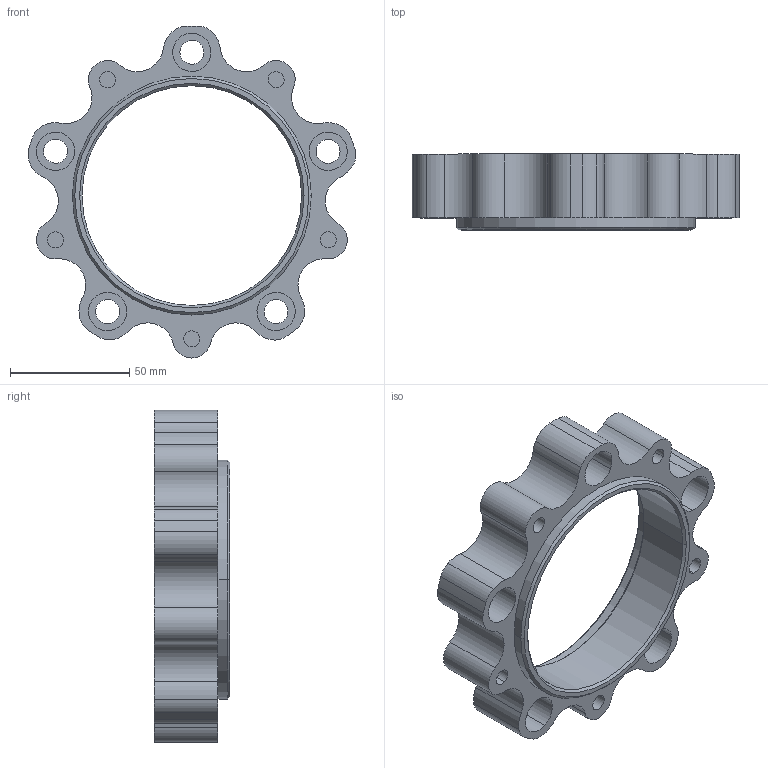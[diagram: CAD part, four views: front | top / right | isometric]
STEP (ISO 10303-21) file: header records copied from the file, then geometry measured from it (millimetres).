
FILE_DESCRIPTION(('CATIA V5 STEP Exchange'),'2;1');
FILE_NAME('9150015_Entretoise couronne_B.stp','2017-04-27T10:38:39+00:00',('none'),('none'),'Version 5-6 Release 2012','CATIA V5 STEP AP203','none');
FILE_SCHEMA(('CONFIG_CONTROL_DESIGN'));
Length unit declared in the file: millimetre
Products named in the file (1): 9150015_Entretoise couronne
Bounding box: 137.17 x 31.75 x 139 mm (x, y, z)
Volume: 128579.1 mm3; surface area: 43196.8 mm2
Topology: 1 solids, 1 shells, 100 faces, 248 edges, 164 vertices
Faces by surface type: cylinder 76, plane 14, cone 10
Entity records: 2813 total; most frequent: ORIENTED_EDGE 496, CARTESIAN_POINT 483, DIRECTION 388, EDGE_CURVE 248, AXIS2_PLACEMENT_3D 233, CIRCLE 162, VERTEX_POINT 162, EDGE_LOOP 124
